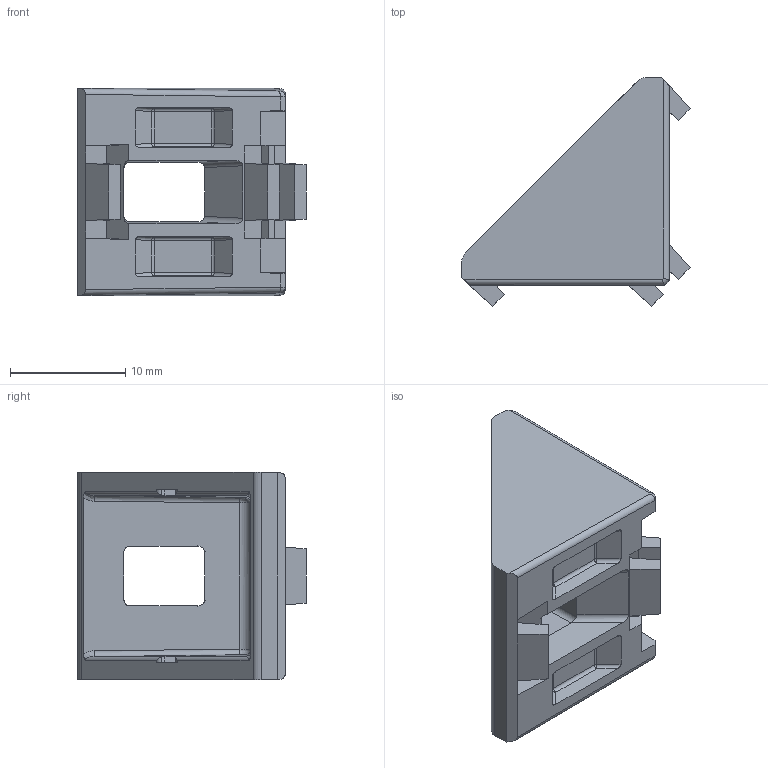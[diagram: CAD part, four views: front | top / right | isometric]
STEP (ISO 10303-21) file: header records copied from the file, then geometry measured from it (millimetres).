
FILE_DESCRIPTION(('STEP AP214'),'1');
FILE_NAME('fath_093w203n05.stp','2017-04-21T11:54:22',('TraceParts'),('TraceParts S.A.'),'Spatial InterOp 3D',' ',' ');
FILE_SCHEMA(('automotive_design'));
Length unit declared in the file: millimetre
Products named in the file (1): fath_093w203n05
Bounding box: 19.8 x 19.8 x 18 mm (x, y, z)
Volume: 1713.5 mm3; surface area: 2048.3 mm2
Topology: 1 solids, 1 shells, 178 faces, 459 edges, 278 vertices
Faces by surface type: plane 88, cylinder 67, sphere 16, bspline 7
Entity records: 6812 total; most frequent: CARTESIAN_POINT 1303, ORIENTED_EDGE 902, DIRECTION 782, EDGE_CURVE 451, LINE 304, VECTOR 304, VERTEX_POINT 278, AXIS2_PLACEMENT_3D 239
